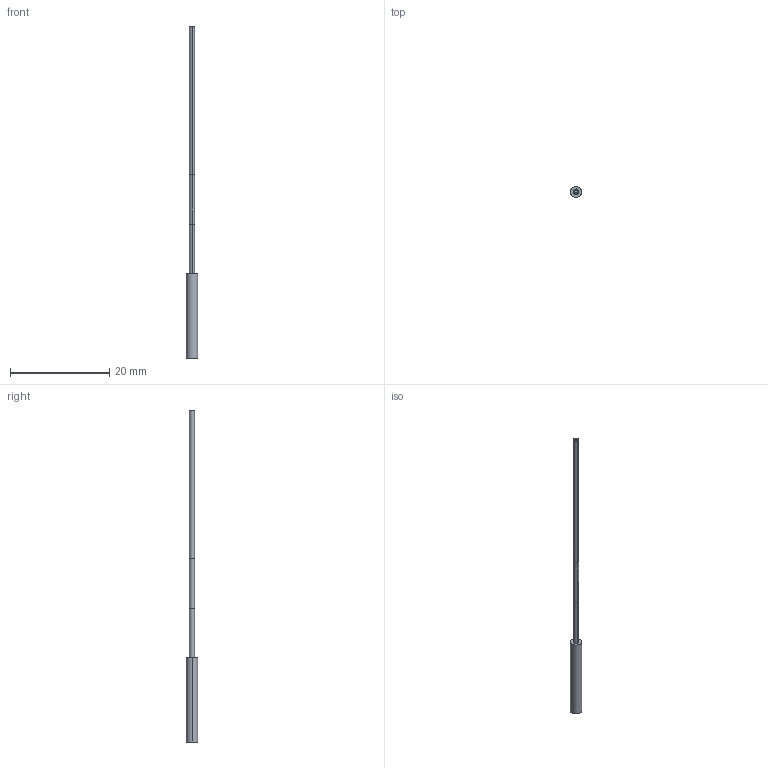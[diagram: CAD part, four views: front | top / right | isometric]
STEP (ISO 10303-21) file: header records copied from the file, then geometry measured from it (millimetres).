
FILE_DESCRIPTION((''),'2;1');
FILE_NAME('166416_ASM','2016-01-05T',('pdmadmin'),(''),'PRO/ENGINEER BY PARAMETRIC TECHNOLOGY CORPORATION, 2013230','PRO/ENGINEER BY PARAMETRIC TECHNOLOGY CORPORATION, 2013230','');
FILE_SCHEMA(('CONFIG_CONTROL_DESIGN'));
Length unit declared in the file: inch
Products named in the file (4): 15624; 10141; FIBER_CORE_020_X_; 166416_ASM
Assembly tree (3 placements, depth 2):
  166416_ASM
    15624
    10141
    FIBER_CORE_020_X_
Bounding box: 2.29 x 2.29 x 67.02 mm (x, y, z)
Volume: 98.1 mm3; surface area: 433.1 mm2
Topology: 3 solids, 4 shells, 28 faces, 54 edges, 32 vertices
Faces by surface type: cylinder 16, plane 6, bspline 4, cone 2
Entity records: 1000 total; most frequent: CARTESIAN_POINT 307, DIRECTION 148, ORIENTED_EDGE 104, AXIS2_PLACEMENT_3D 65, EDGE_CURVE 54, VERTEX_POINT 32, CIRCLE 32, EDGE_LOOP 30
